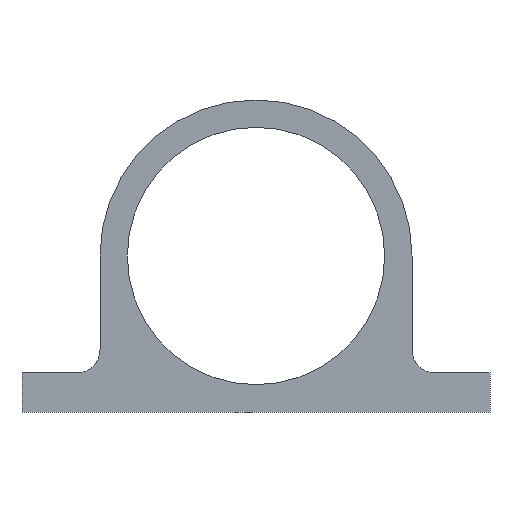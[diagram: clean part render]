
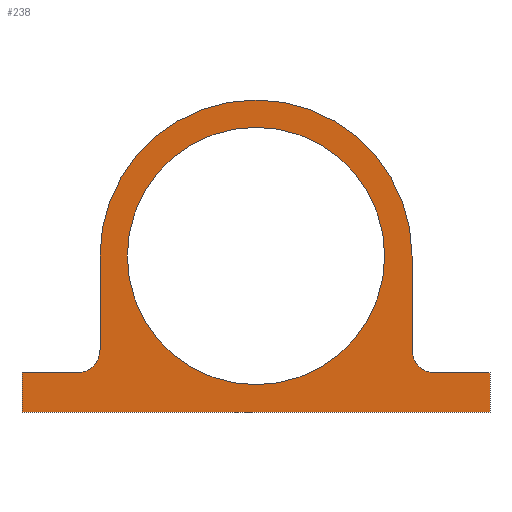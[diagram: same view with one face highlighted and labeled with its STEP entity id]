
A CAD part, left-side view. The second image highlights one B-rep face of the part: STEP entity #238.
In plain terms, the highlighted planar face has unit normal (-1, 0, 0).
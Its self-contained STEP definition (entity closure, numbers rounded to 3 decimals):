
#15=FACE_BOUND('',#41,.T.);
#17=PLANE('',#267);
#27=FACE_OUTER_BOUND('',#40,.T.);
#40=EDGE_LOOP('',(#171,#172,#173,#174,#175,#176,#177,#178,#179,#180));
#41=EDGE_LOOP('',(#181));
#56=LINE('',#366,#81);
#57=LINE('',#370,#82);
#58=LINE('',#372,#83);
#59=LINE('',#374,#84);
#60=LINE('',#376,#85);
#61=LINE('',#378,#86);
#62=LINE('',#381,#87);
#81=VECTOR('',#297,10.);
#82=VECTOR('',#300,10.);
#83=VECTOR('',#301,10.);
#84=VECTOR('',#302,10.);
#85=VECTOR('',#303,10.);
#86=VECTOR('',#304,10.);
#87=VECTOR('',#307,10.);
#105=CIRCLE('',#266,20.);
#106=CIRCLE('',#268,3.);
#107=CIRCLE('',#269,3.);
#108=CIRCLE('',#270,16.5);
#114=VERTEX_POINT('',#359);
#115=VERTEX_POINT('',#361);
#116=VERTEX_POINT('',#365);
#117=VERTEX_POINT('',#367);
#118=VERTEX_POINT('',#369);
#119=VERTEX_POINT('',#371);
#120=VERTEX_POINT('',#373);
#121=VERTEX_POINT('',#375);
#122=VERTEX_POINT('',#377);
#123=VERTEX_POINT('',#379);
#124=VERTEX_POINT('',#382);
#136=EDGE_CURVE('',#115,#114,#105,.T.);
#138=EDGE_CURVE('',#114,#116,#56,.T.);
#139=EDGE_CURVE('',#116,#117,#106,.T.);
#140=EDGE_CURVE('',#117,#118,#57,.T.);
#141=EDGE_CURVE('',#118,#119,#58,.T.);
#142=EDGE_CURVE('',#119,#120,#59,.T.);
#143=EDGE_CURVE('',#120,#121,#60,.T.);
#144=EDGE_CURVE('',#121,#122,#61,.T.);
#145=EDGE_CURVE('',#122,#123,#107,.T.);
#146=EDGE_CURVE('',#123,#115,#62,.T.);
#147=EDGE_CURVE('',#124,#124,#108,.T.);
#171=ORIENTED_EDGE('',*,*,#136,.T.);
#172=ORIENTED_EDGE('',*,*,#138,.T.);
#173=ORIENTED_EDGE('',*,*,#139,.T.);
#174=ORIENTED_EDGE('',*,*,#140,.T.);
#175=ORIENTED_EDGE('',*,*,#141,.T.);
#176=ORIENTED_EDGE('',*,*,#142,.T.);
#177=ORIENTED_EDGE('',*,*,#143,.T.);
#178=ORIENTED_EDGE('',*,*,#144,.T.);
#179=ORIENTED_EDGE('',*,*,#145,.T.);
#180=ORIENTED_EDGE('',*,*,#146,.T.);
#181=ORIENTED_EDGE('',*,*,#147,.T.);
#238=ADVANCED_FACE('',(#27,#15),#17,.T.);
#266=AXIS2_PLACEMENT_3D('',#362,#292,#293);
#267=AXIS2_PLACEMENT_3D('',#364,#295,#296);
#268=AXIS2_PLACEMENT_3D('',#368,#298,#299);
#269=AXIS2_PLACEMENT_3D('',#380,#305,#306);
#270=AXIS2_PLACEMENT_3D('',#383,#308,#309);
#292=DIRECTION('center_axis',(-1.,0.,0.));
#293=DIRECTION('ref_axis',(0.,-1.,0.));
#295=DIRECTION('center_axis',(-1.,0.,0.));
#296=DIRECTION('ref_axis',(0.,0.,1.));
#297=DIRECTION('',(0.,0.,-1.));
#298=DIRECTION('center_axis',(1.,0.,0.));
#299=DIRECTION('ref_axis',(0.,0.,-1.));
#300=DIRECTION('',(0.,1.,0.));
#301=DIRECTION('',(0.,0.,-1.));
#302=DIRECTION('',(0.,-1.,0.));
#303=DIRECTION('',(0.,0.,1.));
#304=DIRECTION('',(0.,1.,0.));
#305=DIRECTION('center_axis',(1.,0.,0.));
#306=DIRECTION('ref_axis',(0.,1.,0.));
#307=DIRECTION('',(0.,0.,1.));
#308=DIRECTION('center_axis',(1.,0.,0.));
#309=DIRECTION('ref_axis',(0.,-1.,0.));
#359=CARTESIAN_POINT('',(-1.5,40.,-20.));
#361=CARTESIAN_POINT('',(-1.5,0.,-20.));
#362=CARTESIAN_POINT('Origin',(-1.5,20.,-20.));
#364=CARTESIAN_POINT('Origin',(-1.5,0.,-40.));
#365=CARTESIAN_POINT('',(-1.5,40.,-32.));
#366=CARTESIAN_POINT('',(-1.5,40.,-40.));
#367=CARTESIAN_POINT('',(-1.5,43.,-35.));
#368=CARTESIAN_POINT('Origin',(-1.5,43.,-32.));
#369=CARTESIAN_POINT('',(-1.5,50.,-35.));
#370=CARTESIAN_POINT('',(-1.5,43.,-35.));
#371=CARTESIAN_POINT('',(-1.5,50.,-40.));
#372=CARTESIAN_POINT('',(-1.5,50.,-35.));
#373=CARTESIAN_POINT('',(-1.5,-10.,-40.));
#374=CARTESIAN_POINT('',(-1.5,0.,-40.));
#375=CARTESIAN_POINT('',(-1.5,-10.,-35.));
#376=CARTESIAN_POINT('',(-1.5,-10.,-35.));
#377=CARTESIAN_POINT('',(-1.5,-3.,-35.));
#378=CARTESIAN_POINT('',(-1.5,-5.,-35.));
#379=CARTESIAN_POINT('',(-1.5,0.,-32.));
#380=CARTESIAN_POINT('Origin',(-1.5,-3.,-32.));
#381=CARTESIAN_POINT('',(-1.5,0.,-40.));
#382=CARTESIAN_POINT('',(-1.5,36.5,-20.));
#383=CARTESIAN_POINT('Origin',(-1.5,20.,-20.));
